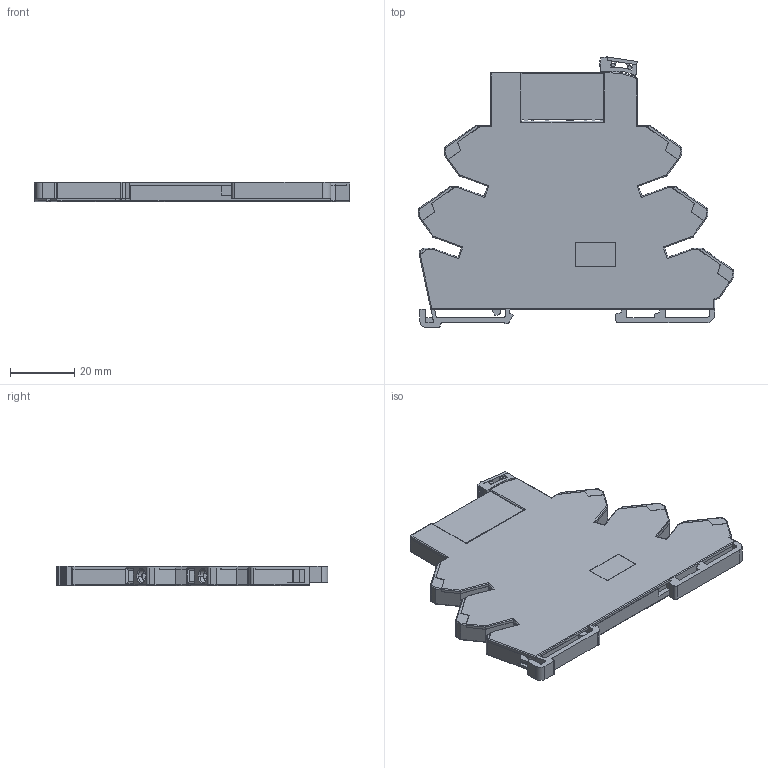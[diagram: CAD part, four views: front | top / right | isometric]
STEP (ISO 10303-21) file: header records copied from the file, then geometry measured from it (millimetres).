
FILE_DESCRIPTION (( 'STEP AP214' ), '1' );
FILE_NAME ('PIR6WBT-1Z.STEP', '2016-05-12T07:24:31', ( '' ), ( '' ), 'SwSTEP 2.0', 'SolidWorks 2016', '' );
FILE_SCHEMA (( 'AUTOMOTIVE_DESIGN' ));
Length unit declared in the file: millimetre
Products named in the file (3): RM699B; PIR6WBT-1Z; PI6WB-1PS_PI6WB-1241A Bez ¾ebra
Assembly tree (2 placements, depth 2):
  PIR6WBT-1Z
    PI6WB-1PS_PI6WB-1241A Bez ¾ebra
    RM699B
Bounding box: 98.31 x 84.6 x 6.22 mm (x, y, z)
Volume: 31465.2 mm3; surface area: 17749.9 mm2
Topology: 3 solids, 10 shells, 1237 faces, 3274 edges, 2065 vertices
Faces by surface type: plane 752, cylinder 355, bspline 80, torus 30, cone 14, sphere 6
Entity records: 41806 total; most frequent: CARTESIAN_POINT 10402, ORIENTED_EDGE 6536, DIRECTION 5573, EDGE_CURVE 3268, LINE 2407, VECTOR 2407, VERTEX_POINT 2065, AXIS2_PLACEMENT_3D 1583
